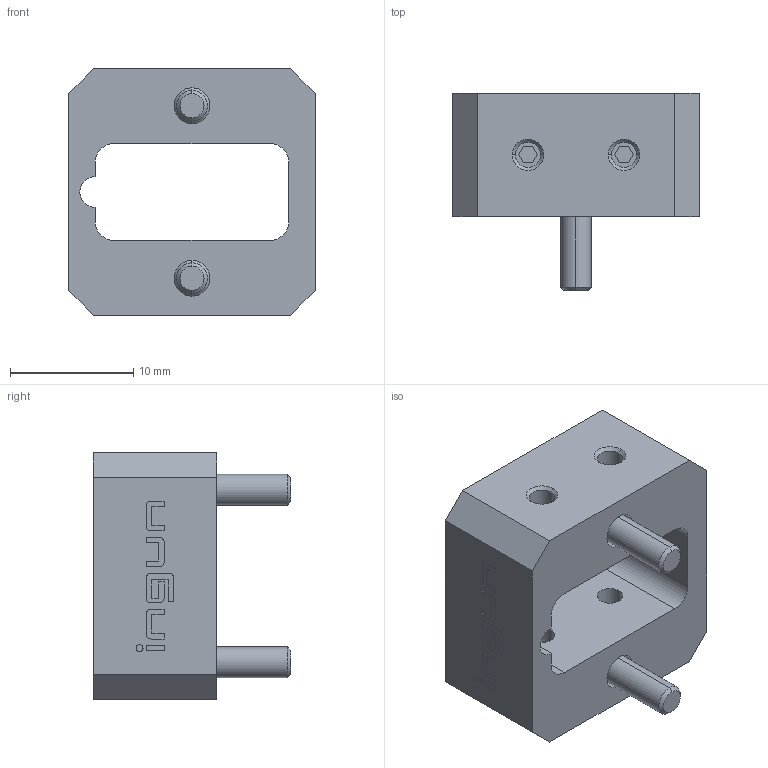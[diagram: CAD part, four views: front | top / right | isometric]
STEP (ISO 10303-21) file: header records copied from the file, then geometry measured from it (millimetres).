
FILE_DESCRIPTION (( 'STEP AP203' ), '1' );
FILE_NAME ('INGUN_KS-802_MTNT-2.STEP', '2021-02-12T10:05:49', ( '' ), ( '' ), 'SwSTEP 2.0', 'SolidWorks 2018', '' );
FILE_SCHEMA (( 'CONFIG_CONTROL_DESIGN' ));
Length unit declared in the file: millimetre
Products named in the file (1): INGUN_KS-802_MTNT-2
Bounding box: 20 x 16 x 20 mm (x, y, z)
Volume: 2645.2 mm3; surface area: 2267.4 mm2
Topology: 1 solids, 1 shells, 190 faces, 490 edges, 320 vertices
Faces by surface type: cylinder 85, plane 85, cone 20
Entity records: 5913 total; most frequent: DIRECTION 1062, CARTESIAN_POINT 1001, ORIENTED_EDGE 980, EDGE_CURVE 490, AXIS2_PLACEMENT_3D 381, VERTEX_POINT 320, LINE 300, VECTOR 300
